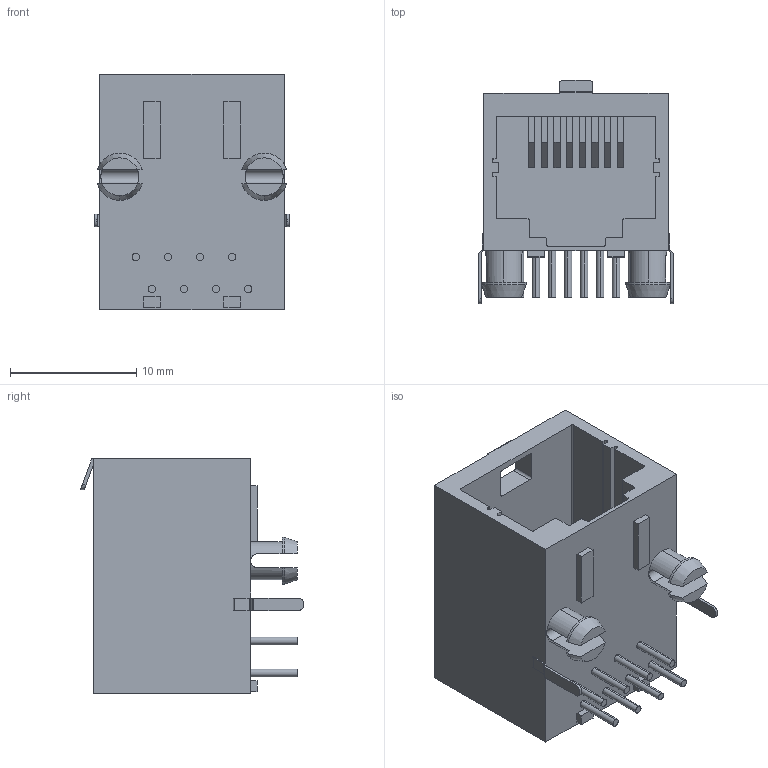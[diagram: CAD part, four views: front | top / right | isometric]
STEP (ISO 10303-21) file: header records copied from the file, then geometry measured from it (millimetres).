
FILE_DESCRIPTION (( 'STEP AP214' ), '1' );
FILE_NAME ('User Library-FRJAE-468.STEP', '2017-12-08T05:45:14', ( 'Windows User' ), ( '' ), 'SwSTEP 2.0', 'SolidWorks 2017', '' );
FILE_SCHEMA (( 'AUTOMOTIVE_DESIGN' ));
Length unit declared in the file: millimetre
Products named in the file (1): User Library-FRJAE-468
Bounding box: 15.4 x 17.66 x 18.67 mm (x, y, z)
Volume: 1949.3 mm3; surface area: 2376.6 mm2
Topology: 1 solids, 1 shells, 211 faces, 573 edges, 378 vertices
Faces by surface type: plane 138, cylinder 67, cone 6
Entity records: 9014 total; most frequent: CARTESIAN_POINT 1239, ORIENTED_EDGE 1146, DIRECTION 1109, EDGE_CURVE 573, LINE 421, VECTOR 421, VERTEX_POINT 378, AXIS2_PLACEMENT_3D 344
